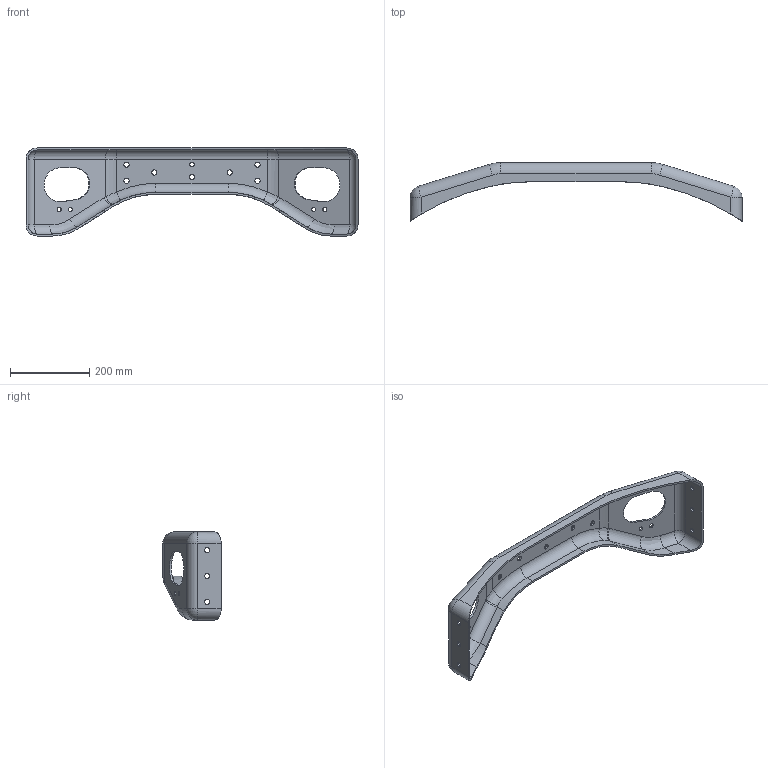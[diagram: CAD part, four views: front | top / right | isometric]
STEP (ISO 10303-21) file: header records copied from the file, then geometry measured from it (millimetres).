
FILE_DESCRIPTION(/* description */ (''),/* implementation_level */ '2;1');
FILE_NAME(/* name */ 'dogbone.stp',/* time_stamp */ '2012-02-24T20:19:15+06:00',/* author */ (''),/* organization */ (''),/* preprocessor_version */ 'ST-DEVELOPER v11',/* originating_system */ 'SIEMENS PLM Software NX 7.5',/* authorisation */ '');
FILE_SCHEMA (('CONFIG_CONTROL_DESIGN'));
Length unit declared in the file: millimetre
Products named in the file (1): dogbone1_x_t
Bounding box: 836 x 147 x 222 mm (x, y, z)
Volume: 1066550 mm3; surface area: 444876 mm2
Topology: 1 solids, 1 shells, 124 faces, 321 edges, 191 vertices
Faces by surface type: cylinder 68, plane 28, bspline 12, torus 8, sphere 8
Full cylindrical faces by diameter (mm): 11 x5, 13 x13
Entity records: 3988 total; most frequent: CARTESIAN_POINT 911, DIRECTION 650, ORIENTED_EDGE 584, EDGE_CURVE 292, AXIS2_PLACEMENT_3D 269, VERTEX_POINT 188, EDGE_LOOP 182, CIRCLE 132
